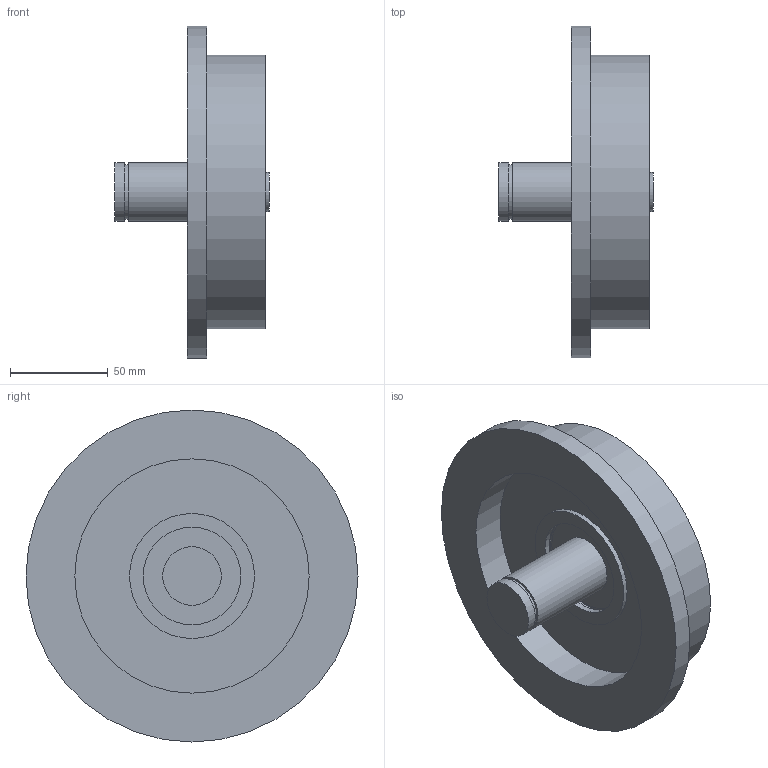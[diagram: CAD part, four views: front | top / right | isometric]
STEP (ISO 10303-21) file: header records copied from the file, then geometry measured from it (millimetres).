
FILE_DESCRIPTION(/* description */ ('Unknown'),/* implementation_level */ '2;1');
FILE_NAME(/* name */ 'wheel',/* time_stamp */ '2021-10-25T17:38:34+01:00',/* author */ ('Unknown'),/* organization */ ('Unknown'),/* preprocessor_version */ 'ST-DEVELOPER v16.7',/* originating_system */ 'Solid Edge',/* authorisation */ 'Unknown');
FILE_SCHEMA (('AUTOMOTIVE_DESIGN {1 0 10303 214 3 1 1}'));
Length unit declared in the file: millimetre
Products named in the file (5): wheel; Axle; bearing; sraxle
Assembly tree (4 placements, depth 2):
  wheel
    Axle
    bearing
    sraxle
    wheel
Bounding box: 79 x 170 x 170 mm (x, y, z)
Volume: 419900 mm3; surface area: 94433.8 mm2
Topology: 4 solids, 4 shells, 45 faces, 69 edges, 46 vertices
Faces by surface type: plane 24, cylinder 21
Full cylindrical faces by diameter (mm): 18 x1, 20 x3, 28 x1, 30 x2, 50 x4, 52 x2, 64 x2, 120 x2, 140 x1, 170 x1
Entity records: 1067 total; most frequent: DIRECTION 192, CARTESIAN_POINT 146, ORIENTED_EDGE 100, AXIS2_PLACEMENT_3D 92, EDGE_LOOP 82, FACE_BOUND 82, EDGE_CURVE 50, VERTEX_POINT 46
